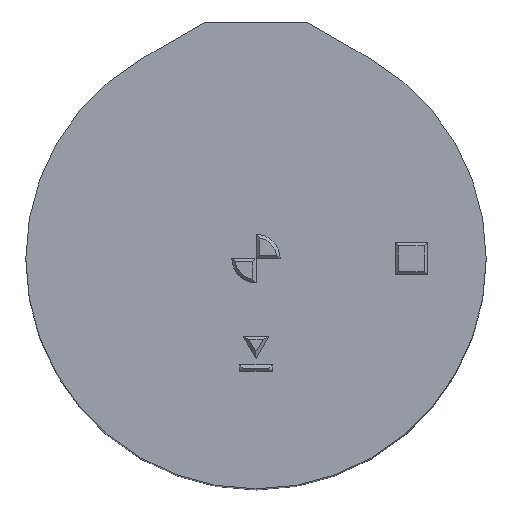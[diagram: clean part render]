
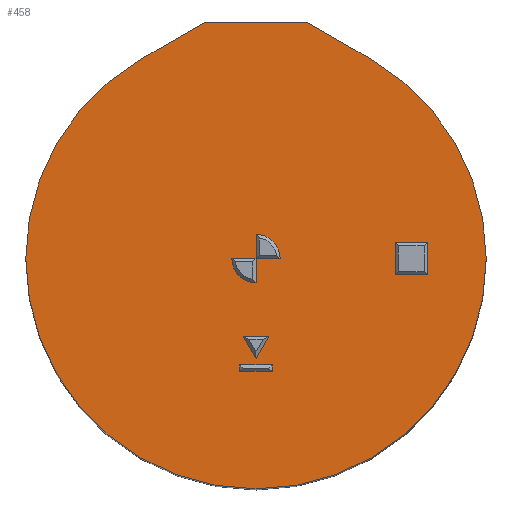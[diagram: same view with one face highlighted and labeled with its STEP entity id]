
A CAD part, top view. The second image highlights one B-rep face of the part: STEP entity #458.
In plain terms, the highlighted planar face has unit normal (0, 0, 1).
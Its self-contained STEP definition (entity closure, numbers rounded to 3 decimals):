
#15=FACE_BOUND('',#85,.T.);
#16=FACE_BOUND('',#86,.T.);
#17=FACE_BOUND('',#87,.T.);
#18=FACE_BOUND('',#88,.T.);
#25=CIRCLE('',#489,0.75);
#27=CIRCLE('',#497,0.75);
#29=CIRCLE('',#504,7.15);
#57=FACE_OUTER_BOUND('',#84,.T.);
#84=EDGE_LOOP('',(#384,#385,#386,#387));
#85=EDGE_LOOP('',(#388,#389,#390,#391));
#86=EDGE_LOOP('',(#392,#393,#394));
#87=EDGE_LOOP('',(#395,#396,#397,#398));
#88=EDGE_LOOP('',(#399,#400,#401,#402,#403,#404));
#92=LINE('',#632,#142);
#94=LINE('',#637,#144);
#97=LINE('',#642,#147);
#98=LINE('',#644,#148);
#101=LINE('',#652,#151);
#105=LINE('',#659,#155);
#107=LINE('',#662,#157);
#110=LINE('',#671,#160);
#114=LINE('',#678,#164);
#117=LINE('',#684,#167);
#119=LINE('',#687,#169);
#122=LINE('',#707,#172);
#124=LINE('',#710,#174);
#127=LINE('',#718,#177);
#129=LINE('',#729,#179);
#132=LINE('',#741,#182);
#136=LINE('',#750,#186);
#139=LINE('',#754,#189);
#142=VECTOR('',#513,10.);
#144=VECTOR('',#517,10.);
#147=VECTOR('',#522,10.);
#148=VECTOR('',#525,10.);
#151=VECTOR('',#530,10.);
#155=VECTOR('',#536,10.);
#157=VECTOR('',#540,10.);
#160=VECTOR('',#547,10.);
#164=VECTOR('',#553,10.);
#167=VECTOR('',#558,10.);
#169=VECTOR('',#562,10.);
#172=VECTOR('',#575,10.);
#174=VECTOR('',#579,10.);
#177=VECTOR('',#586,10.);
#179=VECTOR('',#590,10.);
#182=VECTOR('',#603,10.);
#186=VECTOR('',#609,10.);
#189=VECTOR('',#614,10.);
#190=VERTEX_POINT('',#627);
#192=VERTEX_POINT('',#630);
#193=VERTEX_POINT('',#634);
#195=VERTEX_POINT('',#640);
#198=VERTEX_POINT('',#649);
#199=VERTEX_POINT('',#651);
#201=VERTEX_POINT('',#657);
#204=VERTEX_POINT('',#668);
#205=VERTEX_POINT('',#670);
#207=VERTEX_POINT('',#676);
#209=VERTEX_POINT('',#682);
#212=VERTEX_POINT('',#693);
#213=VERTEX_POINT('',#697);
#215=VERTEX_POINT('',#705);
#218=VERTEX_POINT('',#717);
#220=VERTEX_POINT('',#725);
#223=VERTEX_POINT('',#738);
#224=VERTEX_POINT('',#740);
#227=VERTEX_POINT('',#747);
#228=VERTEX_POINT('',#749);
#231=EDGE_CURVE('',#190,#192,#92,.T.);
#233=EDGE_CURVE('',#192,#193,#94,.T.);
#236=EDGE_CURVE('',#193,#195,#97,.T.);
#237=EDGE_CURVE('',#195,#190,#98,.T.);
#240=EDGE_CURVE('',#199,#198,#101,.T.);
#244=EDGE_CURVE('',#198,#201,#105,.T.);
#246=EDGE_CURVE('',#201,#199,#107,.T.);
#249=EDGE_CURVE('',#205,#204,#110,.T.);
#253=EDGE_CURVE('',#204,#207,#114,.T.);
#256=EDGE_CURVE('',#207,#209,#117,.T.);
#258=EDGE_CURVE('',#209,#205,#119,.T.);
#261=EDGE_CURVE('',#213,#212,#25,.T.);
#265=EDGE_CURVE('',#212,#215,#122,.T.);
#267=EDGE_CURVE('',#215,#213,#124,.T.);
#270=EDGE_CURVE('',#218,#215,#127,.T.);
#274=EDGE_CURVE('',#215,#220,#129,.T.);
#276=EDGE_CURVE('',#220,#218,#27,.T.);
#279=EDGE_CURVE('',#224,#223,#132,.T.);
#283=EDGE_CURVE('',#228,#227,#136,.T.);
#286=EDGE_CURVE('',#223,#228,#139,.T.);
#288=EDGE_CURVE('',#227,#224,#29,.T.);
#384=ORIENTED_EDGE('',*,*,#288,.T.);
#385=ORIENTED_EDGE('',*,*,#279,.T.);
#386=ORIENTED_EDGE('',*,*,#286,.T.);
#387=ORIENTED_EDGE('',*,*,#283,.T.);
#388=ORIENTED_EDGE('',*,*,#231,.T.);
#389=ORIENTED_EDGE('',*,*,#233,.T.);
#390=ORIENTED_EDGE('',*,*,#236,.T.);
#391=ORIENTED_EDGE('',*,*,#237,.T.);
#392=ORIENTED_EDGE('',*,*,#240,.T.);
#393=ORIENTED_EDGE('',*,*,#244,.T.);
#394=ORIENTED_EDGE('',*,*,#246,.T.);
#395=ORIENTED_EDGE('',*,*,#249,.T.);
#396=ORIENTED_EDGE('',*,*,#253,.T.);
#397=ORIENTED_EDGE('',*,*,#256,.T.);
#398=ORIENTED_EDGE('',*,*,#258,.T.);
#399=ORIENTED_EDGE('',*,*,#261,.T.);
#400=ORIENTED_EDGE('',*,*,#265,.T.);
#401=ORIENTED_EDGE('',*,*,#274,.T.);
#402=ORIENTED_EDGE('',*,*,#276,.T.);
#403=ORIENTED_EDGE('',*,*,#270,.T.);
#404=ORIENTED_EDGE('',*,*,#267,.T.);
#431=PLANE('',#505);
#458=ADVANCED_FACE('',(#57,#15,#16,#17,#18),#431,.T.);
#489=AXIS2_PLACEMENT_3D('',#698,#569,#570);
#497=AXIS2_PLACEMENT_3D('',#732,#595,#596);
#504=AXIS2_PLACEMENT_3D('',#757,#619,#620);
#505=AXIS2_PLACEMENT_3D('',#758,#621,#622);
#513=DIRECTION('',(0.,1.,0.));
#517=DIRECTION('',(1.,0.,0.));
#522=DIRECTION('',(0.,-1.,0.));
#525=DIRECTION('',(-1.,0.,0.));
#530=DIRECTION('',(-0.5,-0.866,0.));
#536=DIRECTION('',(-0.5,0.866,0.));
#540=DIRECTION('',(1.,0.,0.));
#547=DIRECTION('',(0.,1.,0.));
#553=DIRECTION('',(1.,0.,0.));
#558=DIRECTION('',(0.,-1.,0.));
#562=DIRECTION('',(-1.,0.,0.));
#569=DIRECTION('center_axis',(0.,0.,-1.));
#570=DIRECTION('ref_axis',(1.,0.,0.));
#575=DIRECTION('',(1.,0.,0.));
#579=DIRECTION('',(0.,-1.,0.));
#586=DIRECTION('',(-1.,0.,0.));
#590=DIRECTION('',(0.,1.,0.));
#595=DIRECTION('center_axis',(0.,0.,-1.));
#596=DIRECTION('ref_axis',(1.,0.,0.));
#603=DIRECTION('',(-0.866,0.5,0.));
#609=DIRECTION('',(-0.866,-0.5,0.));
#614=DIRECTION('',(-1.,0.,0.));
#619=DIRECTION('center_axis',(0.,0.,1.));
#620=DIRECTION('ref_axis',(1.,0.,0.));
#621=DIRECTION('center_axis',(0.,0.,1.));
#622=DIRECTION('ref_axis',(1.,0.,0.));
#627=CARTESIAN_POINT('',(-0.5,-3.5,20.));
#630=CARTESIAN_POINT('',(-0.5,-3.3,20.));
#632=CARTESIAN_POINT('',(-0.5,-1.75,20.));
#634=CARTESIAN_POINT('',(0.5,-3.3,20.));
#637=CARTESIAN_POINT('',(-0.25,-3.3,20.));
#640=CARTESIAN_POINT('',(0.5,-3.5,20.));
#642=CARTESIAN_POINT('',(0.5,-1.65,20.));
#644=CARTESIAN_POINT('',(0.25,-3.5,20.));
#649=CARTESIAN_POINT('',(0.,-3.1,20.));
#651=CARTESIAN_POINT('',(0.4,-2.407,20.));
#652=CARTESIAN_POINT('',(0.871,-1.591,20.));
#657=CARTESIAN_POINT('',(-0.4,-2.407,20.));
#659=CARTESIAN_POINT('',(-0.671,-1.938,20.));
#662=CARTESIAN_POINT('',(-0.2,-2.407,20.));
#668=CARTESIAN_POINT('',(4.325,0.5,20.));
#670=CARTESIAN_POINT('',(4.325,-0.5,20.));
#671=CARTESIAN_POINT('',(4.325,-0.25,20.));
#676=CARTESIAN_POINT('',(5.325,0.5,20.));
#678=CARTESIAN_POINT('',(2.163,0.5,20.));
#682=CARTESIAN_POINT('',(5.325,-0.5,20.));
#684=CARTESIAN_POINT('',(5.325,0.25,20.));
#687=CARTESIAN_POINT('',(2.663,-0.5,20.));
#693=CARTESIAN_POINT('',(-0.75,0.,20.));
#697=CARTESIAN_POINT('',(0.,-0.75,20.));
#698=CARTESIAN_POINT('Origin',(0.,0.,20.));
#705=CARTESIAN_POINT('',(0.,0.,20.));
#707=CARTESIAN_POINT('',(-0.375,0.,20.));
#710=CARTESIAN_POINT('',(0.,0.,20.));
#717=CARTESIAN_POINT('',(0.75,0.,20.));
#718=CARTESIAN_POINT('',(0.375,0.,20.));
#725=CARTESIAN_POINT('',(0.,0.75,20.));
#729=CARTESIAN_POINT('',(0.,0.,20.));
#732=CARTESIAN_POINT('Origin',(0.,0.,20.));
#738=CARTESIAN_POINT('',(1.569,7.35,20.));
#740=CARTESIAN_POINT('',(3.575,6.192,20.));
#741=CARTESIAN_POINT('',(1.569,7.35,20.));
#747=CARTESIAN_POINT('',(-3.575,6.192,20.));
#749=CARTESIAN_POINT('',(-1.569,7.35,20.));
#750=CARTESIAN_POINT('',(-3.575,6.192,20.));
#754=CARTESIAN_POINT('',(-1.569,7.35,20.));
#757=CARTESIAN_POINT('Origin',(0.,0.,20.));
#758=CARTESIAN_POINT('Origin',(0.,0.,20.));
